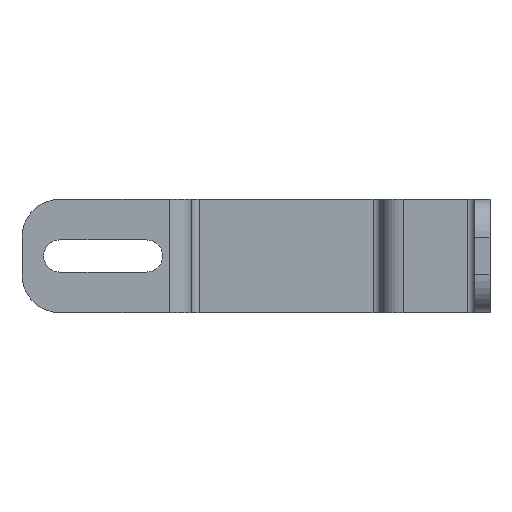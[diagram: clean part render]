
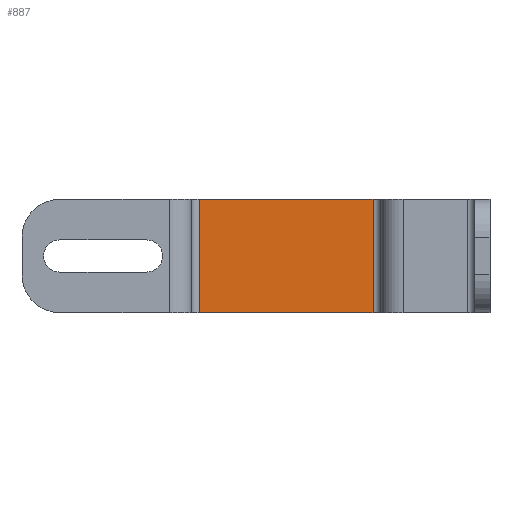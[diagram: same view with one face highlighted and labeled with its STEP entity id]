
A CAD part, left-side view. The second image highlights one B-rep face of the part: STEP entity #887.
In plain terms, the highlighted planar face has unit normal (-1, 0, 0).
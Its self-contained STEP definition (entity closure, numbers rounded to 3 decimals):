
#22 = DIRECTION ( 'NONE',  ( 0., 0., 1. ) ) ;
#23 = DIRECTION ( 'NONE',  ( -1., 0., 0. ) ) ;
#24 = CARTESIAN_POINT ( 'NONE',  ( 330., 25., 30. ) ) ;
#184 = CARTESIAN_POINT ( 'NONE',  ( 330., 27., 0. ) ) ;
#252 = DIRECTION ( 'NONE',  ( 0., 1., 0. ) ) ;
#253 = VECTOR ( 'NONE', #252, 1000. ) ;
#254 = CARTESIAN_POINT ( 'NONE',  ( 330., 25., 0. ) ) ;
#256 = LINE ( 'NONE', #254, #253 ) ;
#293 = CARTESIAN_POINT ( 'NONE',  ( 330., 73., 0. ) ) ;
#407 = CARTESIAN_POINT ( 'NONE',  ( 330., 27., 30. ) ) ;
#650 = EDGE_CURVE ( 'NONE', #1610, #653, #1066, .T. ) ;
#653 = VERTEX_POINT ( 'NONE', #1004 ) ;
#822 = DIRECTION ( 'NONE',  ( 0., 0., -1. ) ) ;
#846 = EDGE_LOOP ( 'NONE', ( #852, #885, #876, #882 ) ) ;
#847 = EDGE_CURVE ( 'NONE', #1610, #1636, #1424, .T. ) ;
#852 = ORIENTED_EDGE ( 'NONE', *, *, #1504, .F. ) ;
#872 = EDGE_CURVE ( 'NONE', #653, #1523, #1414, .T. ) ;
#876 = ORIENTED_EDGE ( 'NONE', *, *, #650, .T. ) ;
#882 = ORIENTED_EDGE ( 'NONE', *, *, #872, .T. ) ;
#885 = ORIENTED_EDGE ( 'NONE', *, *, #847, .F. ) ;
#887 = ADVANCED_FACE ( 'NONE', ( #1688 ), #1687, .T. ) ;
#1004 = CARTESIAN_POINT ( 'NONE',  ( 330., 73., 30. ) ) ;
#1012 = CARTESIAN_POINT ( 'NONE',  ( 330., 25., 30. ) ) ;
#1064 = DIRECTION ( 'NONE',  ( 0., 1., 0. ) ) ;
#1065 = VECTOR ( 'NONE', #1064, 1000. ) ;
#1066 = LINE ( 'NONE', #1012, #1065 ) ;
#1168 = CARTESIAN_POINT ( 'NONE',  ( 330., 73., 30. ) ) ;
#1376 = CARTESIAN_POINT ( 'NONE',  ( 330., 27., 30. ) ) ;
#1414 = LINE ( 'NONE', #1168, #1443 ) ;
#1422 = DIRECTION ( 'NONE',  ( 0., 0., -1. ) ) ;
#1423 = VECTOR ( 'NONE', #1422, 1000. ) ;
#1424 = LINE ( 'NONE', #1376, #1423 ) ;
#1443 = VECTOR ( 'NONE', #822, 1000. ) ;
#1504 = EDGE_CURVE ( 'NONE', #1636, #1523, #256, .T. ) ;
#1523 = VERTEX_POINT ( 'NONE', #293 ) ;
#1610 = VERTEX_POINT ( 'NONE', #407 ) ;
#1636 = VERTEX_POINT ( 'NONE', #184 ) ;
#1687 = PLANE ( 'NONE',  #1713 ) ;
#1688 = FACE_OUTER_BOUND ( 'NONE', #846, .T. ) ;
#1713 = AXIS2_PLACEMENT_3D ( 'NONE', #24, #23, #22 ) ;
